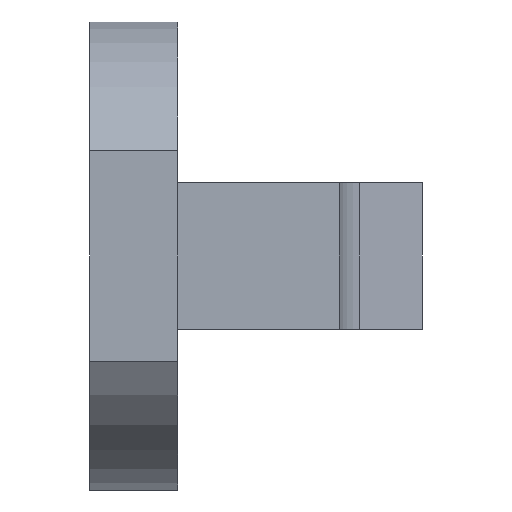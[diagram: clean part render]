
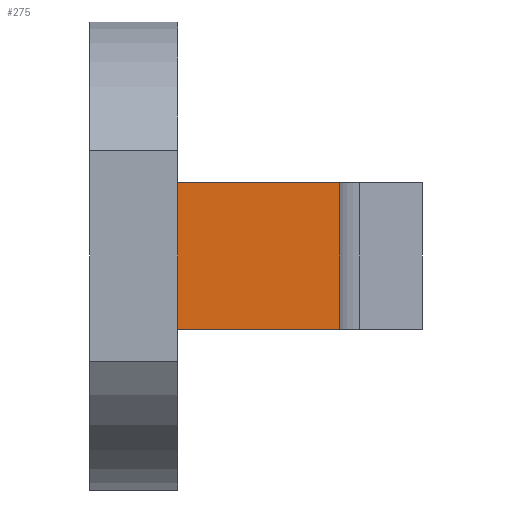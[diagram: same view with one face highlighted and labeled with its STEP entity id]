
A CAD part, left-side view. The second image highlights one B-rep face of the part: STEP entity #275.
In plain terms, the highlighted planar face has unit normal (-1, 0, 0).
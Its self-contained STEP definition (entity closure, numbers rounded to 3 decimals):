
#64 = VERTEX_POINT('',#65);
#65 = CARTESIAN_POINT('',(-62.5,11.,41.));
#120 = VERTEX_POINT('',#121);
#121 = CARTESIAN_POINT('',(-62.5,7.7,41.));
#127 = EDGE_CURVE('',#120,#64,#128,.T.);
#128 = LINE('',#129,#130);
#129 = CARTESIAN_POINT('',(-62.5,7.899,41.));
#130 = VECTOR('',#131,1.);
#131 = DIRECTION('',(0.,1.,0.));
#176 = VERTEX_POINT('',#177);
#177 = CARTESIAN_POINT('',(-62.5,11.,44.));
#183 = EDGE_CURVE('',#176,#184,#186,.T.);
#184 = VERTEX_POINT('',#185);
#185 = CARTESIAN_POINT('',(-62.5,7.7,44.));
#186 = LINE('',#187,#188);
#187 = CARTESIAN_POINT('',(-62.5,11.,44.));
#188 = VECTOR('',#189,1.);
#189 = DIRECTION('',(0.,-1.,0.));
#275 = ADVANCED_FACE('',(#276),#292,.F.);
#276 = FACE_BOUND('',#277,.F.);
#277 = EDGE_LOOP('',(#278,#279,#285,#286));
#278 = ORIENTED_EDGE('',*,*,#127,.T.);
#279 = ORIENTED_EDGE('',*,*,#280,.T.);
#280 = EDGE_CURVE('',#64,#176,#281,.T.);
#281 = LINE('',#282,#283);
#282 = CARTESIAN_POINT('',(-62.5,11.,37.5));
#283 = VECTOR('',#284,1.);
#284 = DIRECTION('',(0.,0.,1.));
#285 = ORIENTED_EDGE('',*,*,#183,.T.);
#286 = ORIENTED_EDGE('',*,*,#287,.F.);
#287 = EDGE_CURVE('',#120,#184,#288,.T.);
#288 = LINE('',#289,#290);
#289 = CARTESIAN_POINT('',(-62.5,7.7,37.5));
#290 = VECTOR('',#291,1.);
#291 = DIRECTION('',(0.,0.,1.));
#292 = PLANE('',#293);
#293 = AXIS2_PLACEMENT_3D('',#294,#295,#296);
#294 = CARTESIAN_POINT('',(-62.5,11.,37.5));
#295 = DIRECTION('',(1.,0.,0.));
#296 = DIRECTION('',(0.,-1.,0.));
